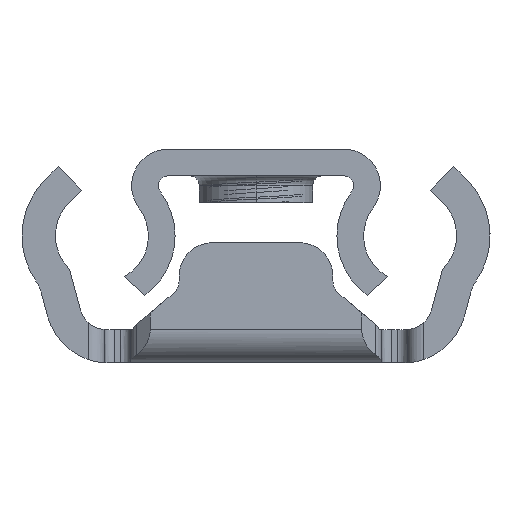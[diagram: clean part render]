
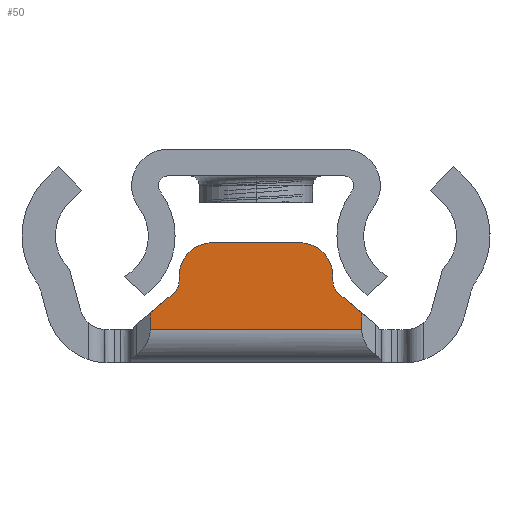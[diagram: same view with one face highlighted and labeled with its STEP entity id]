
A CAD part, left-side view. The second image highlights one B-rep face of the part: STEP entity #50.
In plain terms, the highlighted planar face has unit normal (-1, 0, 0).
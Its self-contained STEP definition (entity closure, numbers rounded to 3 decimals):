
#50 = ADVANCED_FACE ( 'NONE', ( #4232 ), #767, .F. ) ;
#88 = CIRCLE ( 'NONE', #1407, 1. ) ;
#169 = AXIS2_PLACEMENT_3D ( 'NONE', #6423, #6528, #4267 ) ;
#191 = EDGE_CURVE ( 'NONE', #1367, #1805, #5356, .T. ) ;
#311 = DIRECTION ( 'NONE',  ( 0., 0., 1. ) ) ;
#362 = ORIENTED_EDGE ( 'NONE', *, *, #1597, .T. ) ;
#456 = VERTEX_POINT ( 'NONE', #5178 ) ;
#489 = VERTEX_POINT ( 'NONE', #6412 ) ;
#492 = VERTEX_POINT ( 'NONE', #6969 ) ;
#568 = ORIENTED_EDGE ( 'NONE', *, *, #7240, .T. ) ;
#767 = PLANE ( 'NONE',  #2121 ) ;
#830 = ORIENTED_EDGE ( 'NONE', *, *, #191, .T. ) ;
#944 = VECTOR ( 'NONE', #4269, 1000. ) ;
#986 = CARTESIAN_POINT ( 'NONE',  ( 1.5, 3.163, 1. ) ) ;
#1008 = DIRECTION ( 'NONE',  ( 1., 0., 0. ) ) ;
#1123 = DIRECTION ( 'NONE',  ( 0., 0., -1. ) ) ;
#1254 = ORIENTED_EDGE ( 'NONE', *, *, #1738, .T. ) ;
#1328 = LINE ( 'NONE', #3077, #4143 ) ;
#1358 = ORIENTED_EDGE ( 'NONE', *, *, #4205, .T. ) ;
#1367 = VERTEX_POINT ( 'NONE', #1574 ) ;
#1407 = AXIS2_PLACEMENT_3D ( 'NONE', #6133, #1602, #2055 ) ;
#1409 = ORIENTED_EDGE ( 'NONE', *, *, #3887, .T. ) ;
#1483 = CARTESIAN_POINT ( 'NONE',  ( 1.5, 3.163, 1. ) ) ;
#1574 = CARTESIAN_POINT ( 'NONE',  ( 1.5, -2.479, 2.075 ) ) ;
#1591 = DIRECTION ( 'NONE',  ( 0., 0.766, 0.643 ) ) ;
#1597 = EDGE_CURVE ( 'NONE', #4771, #4867, #4812, .T. ) ;
#1602 = DIRECTION ( 'NONE',  ( -1., 0., 0. ) ) ;
#1738 = EDGE_CURVE ( 'NONE', #489, #1367, #2024, .T. ) ;
#1805 = VERTEX_POINT ( 'NONE', #6126 ) ;
#1862 = ORIENTED_EDGE ( 'NONE', *, *, #3122, .T. ) ;
#1877 = EDGE_CURVE ( 'NONE', #4867, #5708, #6162, .T. ) ;
#1891 = VERTEX_POINT ( 'NONE', #2710 ) ;
#2024 = LINE ( 'NONE', #5386, #2047 ) ;
#2047 = VECTOR ( 'NONE', #1591, 1000. ) ;
#2055 = DIRECTION ( 'NONE',  ( 0., 0., 1. ) ) ;
#2121 = AXIS2_PLACEMENT_3D ( 'NONE', #2473, #4195, #3558 ) ;
#2183 = DIRECTION ( 'NONE',  ( 0., 0., -1. ) ) ;
#2404 = ORIENTED_EDGE ( 'NONE', *, *, #7068, .T. ) ;
#2465 = LINE ( 'NONE', #3508, #7104 ) ;
#2472 = LINE ( 'NONE', #3078, #944 ) ;
#2473 = CARTESIAN_POINT ( 'NONE',  ( 1.5, 3.163, -1. ) ) ;
#2504 = CIRCLE ( 'NONE', #5246, 0.5 ) ;
#2528 = DIRECTION ( 'NONE',  ( 0., 0., 1. ) ) ;
#2673 = CARTESIAN_POINT ( 'NONE',  ( 1.5, -3.163, 1. ) ) ;
#2710 = CARTESIAN_POINT ( 'NONE',  ( 1.5, -1.3, 3.6 ) ) ;
#2770 = CARTESIAN_POINT ( 'NONE',  ( 1.5, -3.163, 5.877 ) ) ;
#2838 = EDGE_CURVE ( 'NONE', #489, #5497, #3925, .T. ) ;
#2865 = CARTESIAN_POINT ( 'NONE',  ( 1.5, 2.3, 2.458 ) ) ;
#2944 = CARTESIAN_POINT ( 'NONE',  ( 1.5, 2.8, 2.458 ) ) ;
#3025 = VECTOR ( 'NONE', #1123, 1000. ) ;
#3060 = ORIENTED_EDGE ( 'NONE', *, *, #1877, .T. ) ;
#3077 = CARTESIAN_POINT ( 'NONE',  ( 1.5, -2.3, 2.6 ) ) ;
#3078 = CARTESIAN_POINT ( 'NONE',  ( 1.5, 3.163, 5.877 ) ) ;
#3122 = EDGE_CURVE ( 'NONE', #456, #5930, #6601, .T. ) ;
#3144 = CARTESIAN_POINT ( 'NONE',  ( 1.5, 1.3, 3.6 ) ) ;
#3282 = DIRECTION ( 'NONE',  ( 0., 0., 1. ) ) ;
#3431 = EDGE_CURVE ( 'NONE', #1891, #4771, #2465, .T. ) ;
#3508 = CARTESIAN_POINT ( 'NONE',  ( 1.5, -1.3, 3.6 ) ) ;
#3549 = DIRECTION ( 'NONE',  ( 0., 1., 0. ) ) ;
#3558 = DIRECTION ( 'NONE',  ( 0., 0., -1. ) ) ;
#3769 = CARTESIAN_POINT ( 'NONE',  ( 1.5, -2.8, 2.458 ) ) ;
#3887 = EDGE_CURVE ( 'NONE', #5930, #4222, #2472, .T. ) ;
#3925 = LINE ( 'NONE', #2770, #3025 ) ;
#4143 = VECTOR ( 'NONE', #311, 1000. ) ;
#4195 = DIRECTION ( 'NONE',  ( 1., 0., 0. ) ) ;
#4205 = EDGE_CURVE ( 'NONE', #4222, #5497, #4939, .T. ) ;
#4222 = VERTEX_POINT ( 'NONE', #986 ) ;
#4232 = FACE_OUTER_BOUND ( 'NONE', #6976, .T. ) ;
#4267 = DIRECTION ( 'NONE',  ( 0., 0., 1. ) ) ;
#4269 = DIRECTION ( 'NONE',  ( 0., 0., -1. ) ) ;
#4498 = VECTOR ( 'NONE', #2183, 1000. ) ;
#4537 = ORIENTED_EDGE ( 'NONE', *, *, #5778, .T. ) ;
#4746 = CARTESIAN_POINT ( 'NONE',  ( 1.5, 2.3, 2.6 ) ) ;
#4771 = VERTEX_POINT ( 'NONE', #3144 ) ;
#4812 = CIRCLE ( 'NONE', #169, 1. ) ;
#4867 = VERTEX_POINT ( 'NONE', #4746 ) ;
#4870 = DIRECTION ( 'NONE',  ( 0., -1., 0. ) ) ;
#4900 = CARTESIAN_POINT ( 'NONE',  ( 1.5, 2.479, 2.075 ) ) ;
#4939 = LINE ( 'NONE', #1483, #4948 ) ;
#4948 = VECTOR ( 'NONE', #4870, 1000. ) ;
#5178 = CARTESIAN_POINT ( 'NONE',  ( 1.5, 2.479, 2.075 ) ) ;
#5228 = AXIS2_PLACEMENT_3D ( 'NONE', #3769, #1008, #3282 ) ;
#5246 = AXIS2_PLACEMENT_3D ( 'NONE', #2944, #5847, #2528 ) ;
#5356 = CIRCLE ( 'NONE', #5228, 0.5 ) ;
#5386 = CARTESIAN_POINT ( 'NONE',  ( 1.5, -2.479, 2.075 ) ) ;
#5497 = VERTEX_POINT ( 'NONE', #2673 ) ;
#5708 = VERTEX_POINT ( 'NONE', #2865 ) ;
#5778 = EDGE_CURVE ( 'NONE', #5708, #456, #2504, .T. ) ;
#5847 = DIRECTION ( 'NONE',  ( 1., 0., 0. ) ) ;
#5930 = VERTEX_POINT ( 'NONE', #6958 ) ;
#6108 = DIRECTION ( 'NONE',  ( 0., 0.766, -0.643 ) ) ;
#6126 = CARTESIAN_POINT ( 'NONE',  ( 1.5, -2.3, 2.458 ) ) ;
#6133 = CARTESIAN_POINT ( 'NONE',  ( 1.5, -1.3, 2.6 ) ) ;
#6162 = LINE ( 'NONE', #7282, #4498 ) ;
#6285 = ORIENTED_EDGE ( 'NONE', *, *, #2838, .F. ) ;
#6412 = CARTESIAN_POINT ( 'NONE',  ( 1.5, -3.163, 1.5 ) ) ;
#6423 = CARTESIAN_POINT ( 'NONE',  ( 1.5, 1.3, 2.6 ) ) ;
#6528 = DIRECTION ( 'NONE',  ( -1., 0., 0. ) ) ;
#6601 = LINE ( 'NONE', #4900, #6735 ) ;
#6735 = VECTOR ( 'NONE', #6108, 1000. ) ;
#6958 = CARTESIAN_POINT ( 'NONE',  ( 1.5, 3.163, 1.5 ) ) ;
#6969 = CARTESIAN_POINT ( 'NONE',  ( 1.5, -2.3, 2.6 ) ) ;
#6976 = EDGE_LOOP ( 'NONE', ( #1409, #1358, #6285, #1254, #830, #2404, #568, #7263, #362, #3060, #4537, #1862 ) ) ;
#7068 = EDGE_CURVE ( 'NONE', #1805, #492, #1328, .T. ) ;
#7104 = VECTOR ( 'NONE', #3549, 1000. ) ;
#7240 = EDGE_CURVE ( 'NONE', #492, #1891, #88, .T. ) ;
#7263 = ORIENTED_EDGE ( 'NONE', *, *, #3431, .T. ) ;
#7282 = CARTESIAN_POINT ( 'NONE',  ( 1.5, 2.3, 2.6 ) ) ;
